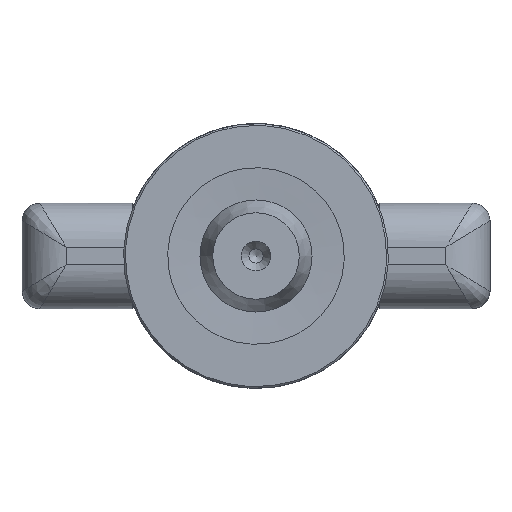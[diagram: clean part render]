
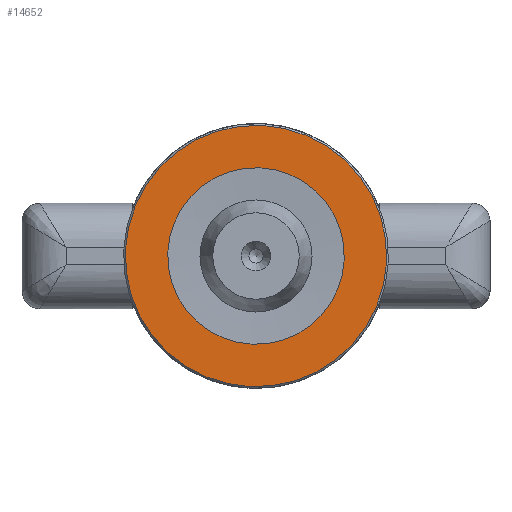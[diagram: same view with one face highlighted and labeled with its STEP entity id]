
A CAD part, front view. The second image highlights one B-rep face of the part: STEP entity #14652.
In plain terms, the highlighted face is planar.
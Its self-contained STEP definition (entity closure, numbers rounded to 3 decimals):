
#3362=PLANE('',#15658);
#3696=FACE_BOUND('',#5132,.T.);
#4232=FACE_OUTER_BOUND('',#5131,.T.);
#5131=EDGE_LOOP('',(#12122));
#5132=EDGE_LOOP('',(#12123));
#5772=CIRCLE('',#15655,14.8);
#5774=CIRCLE('',#15659,10.);
#6731=VERTEX_POINT('',#40298);
#6733=VERTEX_POINT('',#40304);
#8643=EDGE_CURVE('',#6731,#6731,#5772,.T.);
#8645=EDGE_CURVE('',#6733,#6733,#5774,.T.);
#12122=ORIENTED_EDGE('',*,*,#8643,.F.);
#12123=ORIENTED_EDGE('',*,*,#8645,.F.);
#14652=ADVANCED_FACE('',(#4232,#3696),#3362,.F.);
#15655=AXIS2_PLACEMENT_3D('',#40299,#17672,#17673);
#15658=AXIS2_PLACEMENT_3D('',#40303,#17678,#17679);
#15659=AXIS2_PLACEMENT_3D('',#40305,#17680,#17681);
#17672=DIRECTION('center_axis',(0.,0.,1.));
#17673=DIRECTION('ref_axis',(-1.,0.,0.));
#17678=DIRECTION('center_axis',(0.,0.,1.));
#17679=DIRECTION('ref_axis',(1.,0.,0.));
#17680=DIRECTION('center_axis',(0.,0.,-1.));
#17681=DIRECTION('ref_axis',(-1.,0.,0.));
#40298=CARTESIAN_POINT('',(14.8,0.,0.));
#40299=CARTESIAN_POINT('Origin',(0.,0.,0.));
#40303=CARTESIAN_POINT('Origin',(0.,0.,0.));
#40304=CARTESIAN_POINT('',(10.,0.,0.));
#40305=CARTESIAN_POINT('Origin',(0.,0.,0.));
